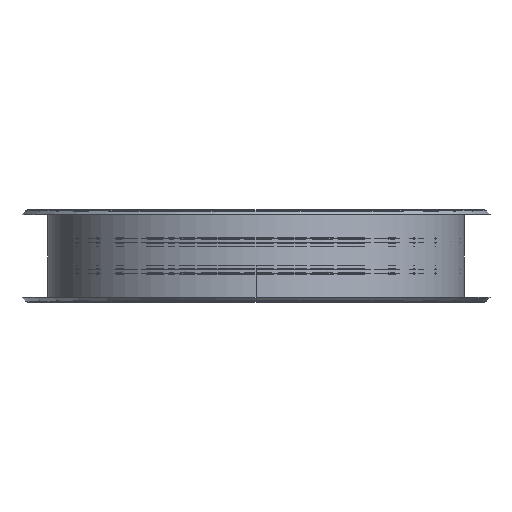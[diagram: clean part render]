
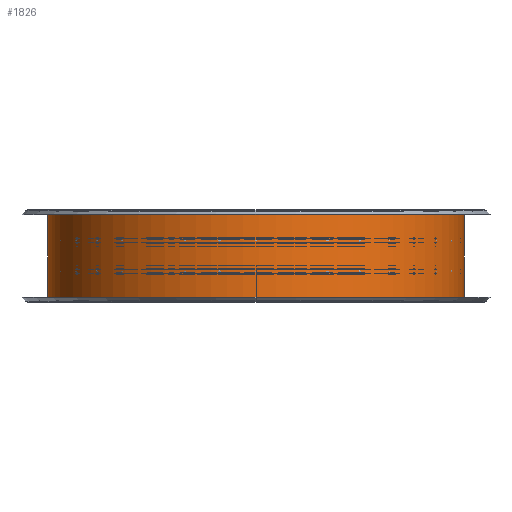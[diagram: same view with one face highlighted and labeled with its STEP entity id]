
A CAD part, front view. The second image highlights one B-rep face of the part: STEP entity #1826.
In plain terms, the highlighted cylindrical face has radius 458 mm (diameter 916 mm), a partial arc.
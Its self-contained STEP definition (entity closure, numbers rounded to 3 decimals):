
#127 = DIRECTION ( 'NONE',  ( 0., 0., 1. ) ) ;
#143 = CARTESIAN_POINT ( 'NONE',  ( -457.754, 15., 0. ) ) ;
#152 = DIRECTION ( 'NONE',  ( 0., 0., 1. ) ) ;
#240 = ORIENTED_EDGE ( 'NONE', *, *, #2522, .T. ) ;
#320 = EDGE_CURVE ( 'NONE', #515, #1283, #1543, .T. ) ;
#417 = DIRECTION ( 'NONE',  ( 1., 0., 0. ) ) ;
#515 = VERTEX_POINT ( 'NONE', #1760 ) ;
#550 = EDGE_CURVE ( 'NONE', #1384, #933, #1731, .T. ) ;
#643 = ORIENTED_EDGE ( 'NONE', *, *, #550, .F. ) ;
#696 = CIRCLE ( 'NONE', #713, 458. ) ;
#713 = AXIS2_PLACEMENT_3D ( 'NONE', #1670, #152, #417 ) ;
#792 = CARTESIAN_POINT ( 'NONE',  ( 0., 0., 0. ) ) ;
#927 = CARTESIAN_POINT ( 'NONE',  ( 0., 0., 200. ) ) ;
#933 = VERTEX_POINT ( 'NONE', #143 ) ;
#1030 = AXIS2_PLACEMENT_3D ( 'NONE', #792, #127, #2277 ) ;
#1229 = ORIENTED_EDGE ( 'NONE', *, *, #1407, .F. ) ;
#1258 = ORIENTED_EDGE ( 'NONE', *, *, #320, .F. ) ;
#1259 = CARTESIAN_POINT ( 'NONE',  ( -457.754, -15., 200. ) ) ;
#1283 = VERTEX_POINT ( 'NONE', #1856 ) ;
#1335 = CIRCLE ( 'NONE', #1030, 458. ) ;
#1384 = VERTEX_POINT ( 'NONE', #2548 ) ;
#1407 = EDGE_CURVE ( 'NONE', #1283, #1384, #696, .T. ) ;
#1465 = EDGE_LOOP ( 'NONE', ( #1258, #240, #643, #1229 ) ) ;
#1466 = DIRECTION ( 'NONE',  ( 0., 0., 1. ) ) ;
#1470 = VECTOR ( 'NONE', #1466, 1000. ) ;
#1543 = LINE ( 'NONE', #1259, #1470 ) ;
#1576 = CARTESIAN_POINT ( 'NONE',  ( -457.754, 15., 200. ) ) ;
#1665 = VECTOR ( 'NONE', #2155, 1000. ) ;
#1670 = CARTESIAN_POINT ( 'NONE',  ( 0., 0., 200. ) ) ;
#1731 = LINE ( 'NONE', #1576, #1665 ) ;
#1760 = CARTESIAN_POINT ( 'NONE',  ( -457.754, -15., 0. ) ) ;
#1826 = ADVANCED_FACE ( 'NONE', ( #2262 ), #2296, .T. ) ;
#1856 = CARTESIAN_POINT ( 'NONE',  ( -457.754, -15., 200. ) ) ;
#2155 = DIRECTION ( 'NONE',  ( 0., 0., -1. ) ) ;
#2262 = FACE_OUTER_BOUND ( 'NONE', #1465, .T. ) ;
#2270 = DIRECTION ( 'NONE',  ( -1., 0., 0. ) ) ;
#2277 = DIRECTION ( 'NONE',  ( 1., 0., 0. ) ) ;
#2296 = CYLINDRICAL_SURFACE ( 'NONE', #2668, 458. ) ;
#2438 = DIRECTION ( 'NONE',  ( 0., 0., -1. ) ) ;
#2522 = EDGE_CURVE ( 'NONE', #515, #933, #1335, .T. ) ;
#2548 = CARTESIAN_POINT ( 'NONE',  ( -457.754, 15., 200. ) ) ;
#2668 = AXIS2_PLACEMENT_3D ( 'NONE', #927, #2438, #2270 ) ;
